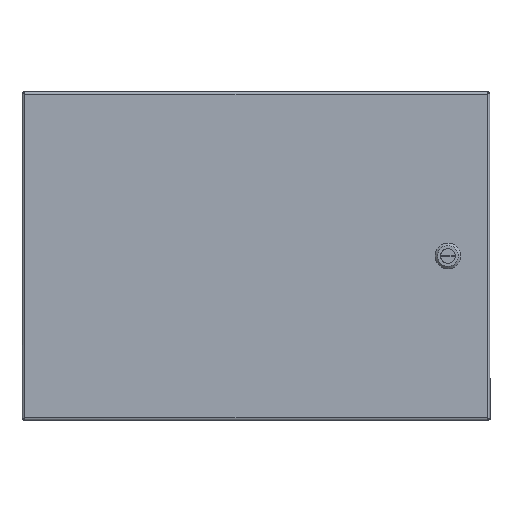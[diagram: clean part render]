
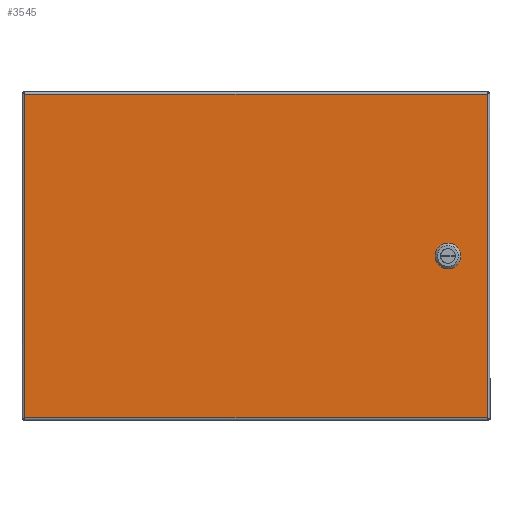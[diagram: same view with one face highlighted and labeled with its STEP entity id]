
A CAD part, front view. The second image highlights one B-rep face of the part: STEP entity #3545.
In plain terms, the highlighted planar face has unit normal (0, -1, 0).
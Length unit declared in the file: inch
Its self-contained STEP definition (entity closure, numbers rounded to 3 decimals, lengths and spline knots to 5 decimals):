
#376 = EDGE_CURVE ( 'NONE', #16233, #2588, #15447, .T. ) ;
#409 = LINE ( 'NONE', #20261, #19468 ) ;
#435 = LINE ( 'NONE', #12244, #2426 ) ;
#617 = LINE ( 'NONE', #8949, #11849 ) ;
#1019 = VERTEX_POINT ( 'NONE', #17270 ) ;
#1056 = EDGE_LOOP ( 'NONE', ( #12046, #8472, #3317, #18821 ) ) ;
#2128 = DIRECTION ( 'NONE',  ( -1., 0., 0. ) ) ;
#2342 = CARTESIAN_POINT ( 'NONE',  ( -9.946, -2.65, 6.9715 ) ) ;
#2388 = VERTEX_POINT ( 'NONE', #6890 ) ;
#2426 = VECTOR ( 'NONE', #18656, 39.37008 ) ;
#2470 = LINE ( 'NONE', #15295, #17677 ) ;
#2588 = VERTEX_POINT ( 'NONE', #7628 ) ;
#2616 = VERTEX_POINT ( 'NONE', #3368 ) ;
#2664 = VECTOR ( 'NONE', #11904, 39.37008 ) ;
#2832 = ORIENTED_EDGE ( 'NONE', *, *, #6995, .T. ) ;
#3060 = DIRECTION ( 'NONE',  ( 0., -1., 0. ) ) ;
#3126 = VERTEX_POINT ( 'NONE', #6244 ) ;
#3233 = ORIENTED_EDGE ( 'NONE', *, *, #11365, .T. ) ;
#3317 = ORIENTED_EDGE ( 'NONE', *, *, #9125, .T. ) ;
#3368 = CARTESIAN_POINT ( 'NONE',  ( 7.8635, -2.65, -0.231 ) ) ;
#3480 = CARTESIAN_POINT ( 'NONE',  ( -9.946, -2.65, -6.9715 ) ) ;
#3545 = ADVANCED_FACE ( 'NONE', ( #14786, #12939 ), #11735, .T. ) ;
#3991 = EDGE_CURVE ( 'NONE', #3126, #1019, #617, .T. ) ;
#4009 = ORIENTED_EDGE ( 'NONE', *, *, #3991, .T. ) ;
#4170 = EDGE_CURVE ( 'NONE', #1019, #16253, #19443, .T. ) ;
#5065 = DIRECTION ( 'NONE',  ( 0., 0., -1. ) ) ;
#5295 = CARTESIAN_POINT ( 'NONE',  ( 7.8635, -2.65, -0.231 ) ) ;
#5563 = CARTESIAN_POINT ( 'NONE',  ( 8.028, -2.65, 0.3955 ) ) ;
#6244 = CARTESIAN_POINT ( 'NONE',  ( 8.6545, -2.65, -0.231 ) ) ;
#6273 = CARTESIAN_POINT ( 'NONE',  ( 8.028, -2.65, -0.3955 ) ) ;
#6890 = CARTESIAN_POINT ( 'NONE',  ( -9.946, -2.65, 6.9715 ) ) ;
#6897 = LINE ( 'NONE', #9939, #8355 ) ;
#6978 = CARTESIAN_POINT ( 'NONE',  ( 8.49, -2.65, 0.3955 ) ) ;
#6995 = EDGE_CURVE ( 'NONE', #16253, #2616, #18325, .T. ) ;
#7329 = LINE ( 'NONE', #2342, #16990 ) ;
#7473 = CARTESIAN_POINT ( 'NONE',  ( -9.946, -2.65, -6.9715 ) ) ;
#7628 = CARTESIAN_POINT ( 'NONE',  ( 8.6545, -2.65, 0.231 ) ) ;
#7756 = VERTEX_POINT ( 'NONE', #15293 ) ;
#8245 = VERTEX_POINT ( 'NONE', #16187 ) ;
#8287 = LINE ( 'NONE', #19802, #12140 ) ;
#8355 = VECTOR ( 'NONE', #5065, 39.37008 ) ;
#8413 = VECTOR ( 'NONE', #10018, 39.37008 ) ;
#8446 = ORIENTED_EDGE ( 'NONE', *, *, #14555, .T. ) ;
#8472 = ORIENTED_EDGE ( 'NONE', *, *, #14851, .T. ) ;
#8722 = EDGE_CURVE ( 'NONE', #8245, #15664, #409, .T. ) ;
#8847 = DIRECTION ( 'NONE',  ( 0., 0., 1. ) ) ;
#8949 = CARTESIAN_POINT ( 'NONE',  ( 8.6545, -2.65, -0.231 ) ) ;
#9125 = EDGE_CURVE ( 'NONE', #2388, #7756, #17354, .T. ) ;
#9939 = CARTESIAN_POINT ( 'NONE',  ( 8.6545, -2.65, -0.231 ) ) ;
#10018 = DIRECTION ( 'NONE',  ( 0.707, 0., -0.707 ) ) ;
#10465 = CARTESIAN_POINT ( 'NONE',  ( 7.8635, -2.65, 0.231 ) ) ;
#10745 = DIRECTION ( 'NONE',  ( 1., 0., 0. ) ) ;
#10794 = VECTOR ( 'NONE', #20636, 39.37008 ) ;
#11014 = CARTESIAN_POINT ( 'NONE',  ( 9.947, -2.65, 6.9715 ) ) ;
#11029 = CARTESIAN_POINT ( 'NONE',  ( 8.49, -2.65, 0.3955 ) ) ;
#11164 = ORIENTED_EDGE ( 'NONE', *, *, #4170, .T. ) ;
#11365 = EDGE_CURVE ( 'NONE', #2588, #3126, #6897, .T. ) ;
#11735 = PLANE ( 'NONE',  #20697 ) ;
#11849 = VECTOR ( 'NONE', #15582, 39.37008 ) ;
#11884 = VERTEX_POINT ( 'NONE', #5563 ) ;
#11904 = DIRECTION ( 'NONE',  ( -0.707, 0., 0.707 ) ) ;
#12046 = ORIENTED_EDGE ( 'NONE', *, *, #8722, .T. ) ;
#12140 = VECTOR ( 'NONE', #21429, 39.37008 ) ;
#12244 = CARTESIAN_POINT ( 'NONE',  ( 8.49, -2.65, 0.3955 ) ) ;
#12939 = FACE_BOUND ( 'NONE', #15048, .T. ) ;
#12976 = EDGE_CURVE ( 'NONE', #16573, #11884, #8287, .T. ) ;
#14479 = EDGE_CURVE ( 'NONE', #11884, #16233, #435, .T. ) ;
#14555 = EDGE_CURVE ( 'NONE', #2616, #16573, #2470, .T. ) ;
#14786 = FACE_OUTER_BOUND ( 'NONE', #1056, .T. ) ;
#14851 = EDGE_CURVE ( 'NONE', #15664, #2388, #7329, .T. ) ;
#15048 = EDGE_LOOP ( 'NONE', ( #8446, #15072, #17152, #20510, #3233, #4009, #11164, #2832 ) ) ;
#15072 = ORIENTED_EDGE ( 'NONE', *, *, #12976, .T. ) ;
#15293 = CARTESIAN_POINT ( 'NONE',  ( -9.946, -2.65, -6.9715 ) ) ;
#15295 = CARTESIAN_POINT ( 'NONE',  ( 7.8635, -2.65, 0.231 ) ) ;
#15447 = LINE ( 'NONE', #6978, #8413 ) ;
#15522 = DIRECTION ( 'NONE',  ( 0., 0., -1. ) ) ;
#15582 = DIRECTION ( 'NONE',  ( -0.707, 0., -0.707 ) ) ;
#15664 = VERTEX_POINT ( 'NONE', #11014 ) ;
#16187 = CARTESIAN_POINT ( 'NONE',  ( 9.947, -2.65, -6.9715 ) ) ;
#16233 = VERTEX_POINT ( 'NONE', #11029 ) ;
#16253 = VERTEX_POINT ( 'NONE', #6273 ) ;
#16573 = VERTEX_POINT ( 'NONE', #10465 ) ;
#16703 = VECTOR ( 'NONE', #15522, 39.37008 ) ;
#16990 = VECTOR ( 'NONE', #2128, 39.37008 ) ;
#17152 = ORIENTED_EDGE ( 'NONE', *, *, #14479, .T. ) ;
#17270 = CARTESIAN_POINT ( 'NONE',  ( 8.49, -2.65, -0.3955 ) ) ;
#17354 = LINE ( 'NONE', #7473, #16703 ) ;
#17599 = CARTESIAN_POINT ( 'NONE',  ( 8.028, -2.65, -0.3955 ) ) ;
#17677 = VECTOR ( 'NONE', #20184, 39.37008 ) ;
#18325 = LINE ( 'NONE', #5295, #2664 ) ;
#18656 = DIRECTION ( 'NONE',  ( 1., 0., 0. ) ) ;
#18821 = ORIENTED_EDGE ( 'NONE', *, *, #18826, .T. ) ;
#18826 = EDGE_CURVE ( 'NONE', #7756, #8245, #20521, .T. ) ;
#19115 = CARTESIAN_POINT ( 'NONE',  ( -9.946, -2.65, -6.9715 ) ) ;
#19443 = LINE ( 'NONE', #17599, #10794 ) ;
#19468 = VECTOR ( 'NONE', #8847, 39.37008 ) ;
#19569 = DIRECTION ( 'NONE',  ( 0., 0., -1. ) ) ;
#19802 = CARTESIAN_POINT ( 'NONE',  ( 8.028, -2.65, 0.3955 ) ) ;
#20184 = DIRECTION ( 'NONE',  ( 0., 0., 1. ) ) ;
#20261 = CARTESIAN_POINT ( 'NONE',  ( 9.947, -2.65, -6.9715 ) ) ;
#20510 = ORIENTED_EDGE ( 'NONE', *, *, #376, .T. ) ;
#20521 = LINE ( 'NONE', #19115, #20988 ) ;
#20636 = DIRECTION ( 'NONE',  ( -1., 0., 0. ) ) ;
#20697 = AXIS2_PLACEMENT_3D ( 'NONE', #3480, #3060, #19569 ) ;
#20988 = VECTOR ( 'NONE', #10745, 39.37008 ) ;
#21429 = DIRECTION ( 'NONE',  ( 0.707, 0., 0.707 ) ) ;
